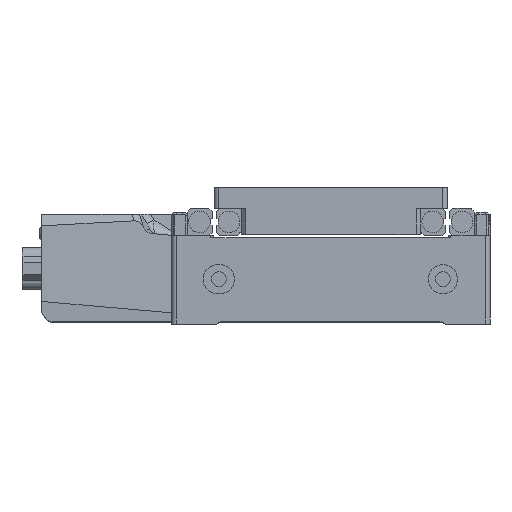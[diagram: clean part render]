
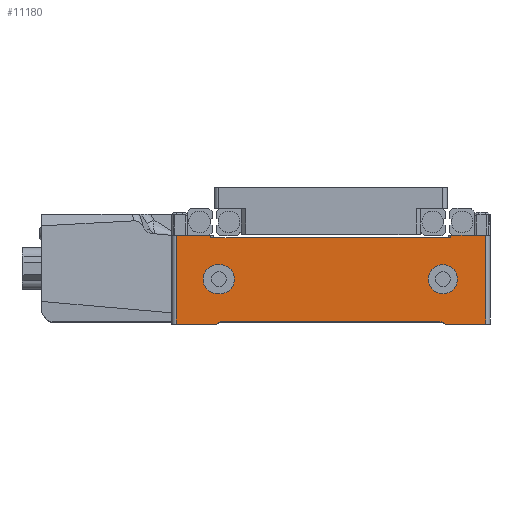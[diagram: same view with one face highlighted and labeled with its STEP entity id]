
A CAD part, top view. The second image highlights one B-rep face of the part: STEP entity #11180.
In plain terms, the highlighted planar face has unit normal (0, 0, 1).
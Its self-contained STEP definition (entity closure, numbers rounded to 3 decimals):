
#118 = VECTOR ( 'NONE', #1382, 1000. ) ;
#199 = EDGE_CURVE ( 'NONE', #9702, #11746, #5937, .T. ) ;
#470 = EDGE_CURVE ( 'NONE', #4093, #11938, #4063, .T. ) ;
#490 = ORIENTED_EDGE ( 'NONE', *, *, #9441, .F. ) ;
#507 = LINE ( 'NONE', #6452, #9471 ) ;
#511 = DIRECTION ( 'NONE',  ( 0., -1., 0. ) ) ;
#561 = DIRECTION ( 'NONE',  ( 0., 0., -1. ) ) ;
#650 = VECTOR ( 'NONE', #1098, 1000. ) ;
#856 = AXIS2_PLACEMENT_3D ( 'NONE', #2220, #561, #12292 ) ;
#1028 = CARTESIAN_POINT ( 'NONE',  ( 26.25, 19.3, 38.5 ) ) ;
#1098 = DIRECTION ( 'NONE',  ( 1., 0., 0. ) ) ;
#1315 = CIRCLE ( 'NONE', #4273, 1.587 ) ;
#1382 = DIRECTION ( 'NONE',  ( -1., 0., 0. ) ) ;
#1596 = VECTOR ( 'NONE', #1964, 1000. ) ;
#1731 = ORIENTED_EDGE ( 'NONE', *, *, #5464, .T. ) ;
#1857 = VECTOR ( 'NONE', #7180, 1000. ) ;
#1927 = CIRCLE ( 'NONE', #10407, 3.255 ) ;
#1964 = DIRECTION ( 'NONE',  ( 1., 0., 0. ) ) ;
#1968 = ORIENTED_EDGE ( 'NONE', *, *, #9373, .T. ) ;
#1983 = VECTOR ( 'NONE', #3768, 1000. ) ;
#2089 = ORIENTED_EDGE ( 'NONE', *, *, #7719, .T. ) ;
#2116 = CARTESIAN_POINT ( 'NONE',  ( -24.344, -1.087, 38.5 ) ) ;
#2187 = VERTEX_POINT ( 'NONE', #9992 ) ;
#2209 = EDGE_CURVE ( 'NONE', #9223, #3667, #5951, .T. ) ;
#2220 = CARTESIAN_POINT ( 'NONE',  ( 24.344, -1.087, 38.5 ) ) ;
#2458 = DIRECTION ( 'NONE',  ( -1., 0., 0. ) ) ;
#2500 = VECTOR ( 'NONE', #4943, 1000. ) ;
#2666 = CARTESIAN_POINT ( 'NONE',  ( 34.5, 0., 38.5 ) ) ;
#2724 = ORIENTED_EDGE ( 'NONE', *, *, #11101, .T. ) ;
#2732 = CARTESIAN_POINT ( 'NONE',  ( 34.5, 19.8, 38.5 ) ) ;
#2813 = EDGE_CURVE ( 'NONE', #9223, #2187, #4021, .T. ) ;
#2971 = VERTEX_POINT ( 'NONE', #3781 ) ;
#2979 = CARTESIAN_POINT ( 'NONE',  ( -25.25, 13.255, 38.5 ) ) ;
#3104 = CIRCLE ( 'NONE', #7123, 3.255 ) ;
#3121 = CARTESIAN_POINT ( 'NONE',  ( -25.25, 6.745, 38.5 ) ) ;
#3253 = VECTOR ( 'NONE', #6634, 1000. ) ;
#3455 = DIRECTION ( 'NONE',  ( 0., 0., -1. ) ) ;
#3503 = CARTESIAN_POINT ( 'NONE',  ( 24.344, 0.5, 38.5 ) ) ;
#3515 = CARTESIAN_POINT ( 'NONE',  ( 25., 10., 38.5 ) ) ;
#3667 = VERTEX_POINT ( 'NONE', #4129 ) ;
#3768 = DIRECTION ( 'NONE',  ( -1., 0., 0. ) ) ;
#3781 = CARTESIAN_POINT ( 'NONE',  ( -26.75, 19.8, 38.5 ) ) ;
#3890 = EDGE_LOOP ( 'NONE', ( #1968, #7451, #5727, #1731 ) ) ;
#3892 = EDGE_CURVE ( 'NONE', #2971, #12460, #5048, .T. ) ;
#4021 = CIRCLE ( 'NONE', #856, 1.587 ) ;
#4063 = LINE ( 'NONE', #9038, #1857 ) ;
#4093 = VERTEX_POINT ( 'NONE', #12759 ) ;
#4115 = ORIENTED_EDGE ( 'NONE', *, *, #2209, .F. ) ;
#4129 = CARTESIAN_POINT ( 'NONE',  ( -24.344, 0.5, 38.5 ) ) ;
#4273 = AXIS2_PLACEMENT_3D ( 'NONE', #2116, #6157, #10200 ) ;
#4419 = EDGE_CURVE ( 'NONE', #6795, #5146, #7982, .T. ) ;
#4438 = CARTESIAN_POINT ( 'NONE',  ( 34.5, 0., 38.5 ) ) ;
#4666 = LINE ( 'NONE', #5708, #3253 ) ;
#4669 = VERTEX_POINT ( 'NONE', #12730 ) ;
#4943 = DIRECTION ( 'NONE',  ( 0., -1., 0. ) ) ;
#4962 = FACE_BOUND ( 'NONE', #9924, .T. ) ;
#4988 = CARTESIAN_POINT ( 'NONE',  ( -24.75, 13.255, 38.5 ) ) ;
#5048 = LINE ( 'NONE', #2732, #10983 ) ;
#5146 = VERTEX_POINT ( 'NONE', #6759 ) ;
#5387 = EDGE_CURVE ( 'NONE', #8121, #3667, #1315, .T. ) ;
#5464 = EDGE_CURVE ( 'NONE', #11938, #8857, #1927, .T. ) ;
#5689 = VERTEX_POINT ( 'NONE', #9661 ) ;
#5708 = CARTESIAN_POINT ( 'NONE',  ( 34.5, 19.8, 38.5 ) ) ;
#5727 = ORIENTED_EDGE ( 'NONE', *, *, #470, .T. ) ;
#5760 = DIRECTION ( 'NONE',  ( 0., 0., -1. ) ) ;
#5806 = CARTESIAN_POINT ( 'NONE',  ( 26.75, 19.8, 38.5 ) ) ;
#5937 = LINE ( 'NONE', #9975, #2500 ) ;
#5951 = LINE ( 'NONE', #12832, #1983 ) ;
#5995 = EDGE_CURVE ( 'NONE', #8693, #4093, #7459, .T. ) ;
#6157 = DIRECTION ( 'NONE',  ( 0., 0., -1. ) ) ;
#6452 = CARTESIAN_POINT ( 'NONE',  ( -34.5, 19.8, 38.5 ) ) ;
#6524 = CARTESIAN_POINT ( 'NONE',  ( 26.75, 19.3, 38.5 ) ) ;
#6628 = DIRECTION ( 'NONE',  ( 0., 1., 0. ) ) ;
#6634 = DIRECTION ( 'NONE',  ( -1., 0., 0. ) ) ;
#6702 = DIRECTION ( 'NONE',  ( -1., 0., 0. ) ) ;
#6706 = LINE ( 'NONE', #6524, #10485 ) ;
#6759 = CARTESIAN_POINT ( 'NONE',  ( 26.75, 19.3, 38.5 ) ) ;
#6795 = VERTEX_POINT ( 'NONE', #11370 ) ;
#6797 = AXIS2_PLACEMENT_3D ( 'NONE', #9288, #3455, #2458 ) ;
#7013 = PLANE ( 'NONE',  #11775 ) ;
#7078 = FACE_BOUND ( 'NONE', #3890, .T. ) ;
#7123 = AXIS2_PLACEMENT_3D ( 'NONE', #3515, #5760, #12712 ) ;
#7142 = DIRECTION ( 'NONE',  ( 0., 0., 1. ) ) ;
#7180 = DIRECTION ( 'NONE',  ( -1., 0., 0. ) ) ;
#7451 = ORIENTED_EDGE ( 'NONE', *, *, #5995, .T. ) ;
#7459 = CIRCLE ( 'NONE', #6797, 3.255 ) ;
#7719 = EDGE_CURVE ( 'NONE', #9702, #11610, #4666, .T. ) ;
#7810 = EDGE_LOOP ( 'NONE', ( #11331, #8874, #10863, #9855, #490, #8163, #4115, #10017, #10084, #12525, #2089, #8647 ) ) ;
#7982 = LINE ( 'NONE', #1028, #650 ) ;
#7983 = CARTESIAN_POINT ( 'NONE',  ( 34.5, 19.8, 38.5 ) ) ;
#8121 = VERTEX_POINT ( 'NONE', #11527 ) ;
#8163 = ORIENTED_EDGE ( 'NONE', *, *, #5387, .T. ) ;
#8486 = DIRECTION ( 'NONE',  ( 0., 0., -1. ) ) ;
#8647 = ORIENTED_EDGE ( 'NONE', *, *, #9897, .T. ) ;
#8693 = VERTEX_POINT ( 'NONE', #4988 ) ;
#8840 = VECTOR ( 'NONE', #6702, 1000. ) ;
#8857 = VERTEX_POINT ( 'NONE', #2979 ) ;
#8874 = ORIENTED_EDGE ( 'NONE', *, *, #11099, .T. ) ;
#8942 = FACE_OUTER_BOUND ( 'NONE', #7810, .T. ) ;
#9038 = CARTESIAN_POINT ( 'NONE',  ( -24.75, 6.745, 38.5 ) ) ;
#9063 = CARTESIAN_POINT ( 'NONE',  ( -24.75, 13.255, 38.5 ) ) ;
#9223 = VERTEX_POINT ( 'NONE', #3503 ) ;
#9258 = LINE ( 'NONE', #4438, #118 ) ;
#9288 = CARTESIAN_POINT ( 'NONE',  ( -24.75, 10., 38.5 ) ) ;
#9373 = EDGE_CURVE ( 'NONE', #8857, #8693, #10041, .T. ) ;
#9441 = EDGE_CURVE ( 'NONE', #8121, #4669, #9258, .T. ) ;
#9471 = VECTOR ( 'NONE', #10489, 1000. ) ;
#9542 = DIRECTION ( 'NONE',  ( -1., 0., 0. ) ) ;
#9661 = CARTESIAN_POINT ( 'NONE',  ( 21.745, 10., 38.5 ) ) ;
#9702 = VERTEX_POINT ( 'NONE', #7983 ) ;
#9855 = ORIENTED_EDGE ( 'NONE', *, *, #11762, .T. ) ;
#9897 = EDGE_CURVE ( 'NONE', #11610, #5146, #6706, .T. ) ;
#9924 = EDGE_LOOP ( 'NONE', ( #2724 ) ) ;
#9948 = LINE ( 'NONE', #2666, #8840 ) ;
#9975 = CARTESIAN_POINT ( 'NONE',  ( 34.5, 19.8, 38.5 ) ) ;
#9992 = CARTESIAN_POINT ( 'NONE',  ( 25.5, 0., 38.5 ) ) ;
#10017 = ORIENTED_EDGE ( 'NONE', *, *, #2813, .T. ) ;
#10041 = LINE ( 'NONE', #9063, #1596 ) ;
#10078 = VECTOR ( 'NONE', #6628, 1000. ) ;
#10084 = ORIENTED_EDGE ( 'NONE', *, *, #11852, .F. ) ;
#10195 = DIRECTION ( 'NONE',  ( 1., 0., 0. ) ) ;
#10200 = DIRECTION ( 'NONE',  ( 1., 0., 0. ) ) ;
#10407 = AXIS2_PLACEMENT_3D ( 'NONE', #11464, #8486, #9542 ) ;
#10425 = CARTESIAN_POINT ( 'NONE',  ( 34.5, 0., 38.5 ) ) ;
#10485 = VECTOR ( 'NONE', #511, 1000. ) ;
#10489 = DIRECTION ( 'NONE',  ( 0., -1., 0. ) ) ;
#10790 = LINE ( 'NONE', #11851, #10078 ) ;
#10863 = ORIENTED_EDGE ( 'NONE', *, *, #3892, .T. ) ;
#10983 = VECTOR ( 'NONE', #12788, 1000. ) ;
#11099 = EDGE_CURVE ( 'NONE', #6795, #2971, #10790, .T. ) ;
#11101 = EDGE_CURVE ( 'NONE', #5689, #5689, #3104, .T. ) ;
#11180 = ADVANCED_FACE ( 'NONE', ( #7078, #8942, #4962 ), #7013, .T. ) ;
#11250 = CARTESIAN_POINT ( 'NONE',  ( -34.5, 19.8, 38.5 ) ) ;
#11331 = ORIENTED_EDGE ( 'NONE', *, *, #4419, .F. ) ;
#11370 = CARTESIAN_POINT ( 'NONE',  ( -26.75, 19.3, 38.5 ) ) ;
#11464 = CARTESIAN_POINT ( 'NONE',  ( -25.25, 10., 38.5 ) ) ;
#11527 = CARTESIAN_POINT ( 'NONE',  ( -25.5, 0., 38.5 ) ) ;
#11610 = VERTEX_POINT ( 'NONE', #5806 ) ;
#11746 = VERTEX_POINT ( 'NONE', #10425 ) ;
#11762 = EDGE_CURVE ( 'NONE', #12460, #4669, #507, .T. ) ;
#11775 = AXIS2_PLACEMENT_3D ( 'NONE', #12960, #7142, #10195 ) ;
#11851 = CARTESIAN_POINT ( 'NONE',  ( -26.75, 19.8, 38.5 ) ) ;
#11852 = EDGE_CURVE ( 'NONE', #11746, #2187, #9948, .T. ) ;
#11938 = VERTEX_POINT ( 'NONE', #3121 ) ;
#12292 = DIRECTION ( 'NONE',  ( 1., 0., 0. ) ) ;
#12460 = VERTEX_POINT ( 'NONE', #11250 ) ;
#12525 = ORIENTED_EDGE ( 'NONE', *, *, #199, .F. ) ;
#12712 = DIRECTION ( 'NONE',  ( -1., 0., 0. ) ) ;
#12730 = CARTESIAN_POINT ( 'NONE',  ( -34.5, 0., 38.5 ) ) ;
#12759 = CARTESIAN_POINT ( 'NONE',  ( -24.75, 6.745, 38.5 ) ) ;
#12788 = DIRECTION ( 'NONE',  ( -1., 0., 0. ) ) ;
#12832 = CARTESIAN_POINT ( 'NONE',  ( 25.5, 0.5, 38.5 ) ) ;
#12960 = CARTESIAN_POINT ( 'NONE',  ( 34.5, 19.8, 38.5 ) ) ;
